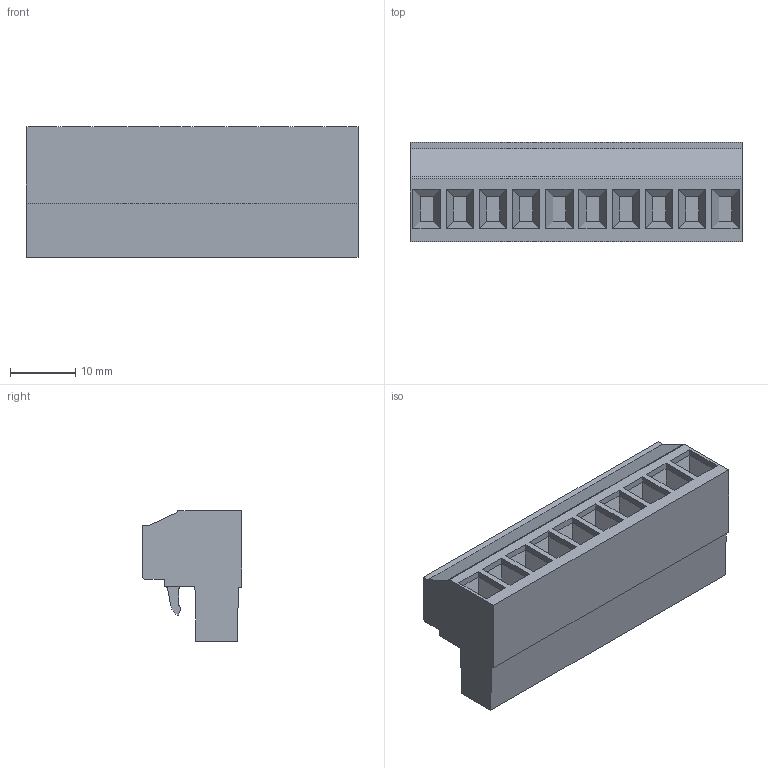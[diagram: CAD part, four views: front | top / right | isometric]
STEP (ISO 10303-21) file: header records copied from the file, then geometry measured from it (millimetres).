
FILE_DESCRIPTION(('CATIA V5 STEP','CAx-IF Rec.Pracs.--- Model Styling and Organization---1.2---2011-12-15'),'2;1');
FILE_NAME ('D1450575_0_1282560000_1282560000.stp','2018-09-01T15:19:07+00:00',('none'),('Weidmueller'),'CATIA Version 5-6 Release 2014','CATIA V5 STEP AP214','none');
FILE_SCHEMA(('AUTOMOTIVE_DESIGN { 1 0 10303 214 1 1 1 1 }'));
Length unit declared in the file: millimetre
Products named in the file (1): 1282560000
Bounding box: 50.8 x 15.2 x 20 mm (x, y, z)
Volume: 9809.2 mm3; surface area: 5206 mm2
Topology: 1 solids, 1 shells, 288 faces, 724 edges, 468 vertices
Faces by surface type: plane 256, cylinder 32
Entity records: 7728 total; most frequent: ORIENTED_EDGE 1448, CARTESIAN_POINT 1443, DIRECTION 984, EDGE_CURVE 724, VECTOR 580, LINE 580, VERTEX_POINT 468, EDGE_LOOP 318
